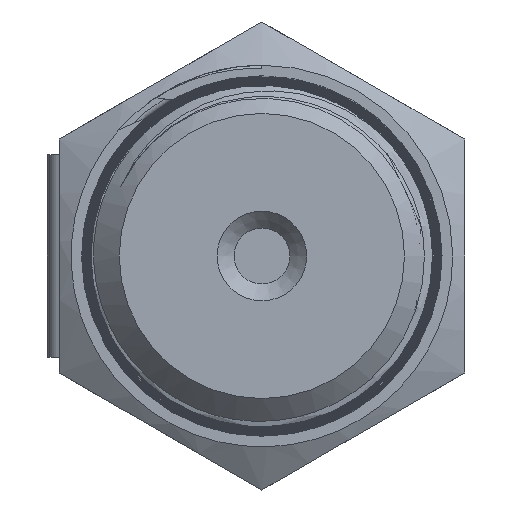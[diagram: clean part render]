
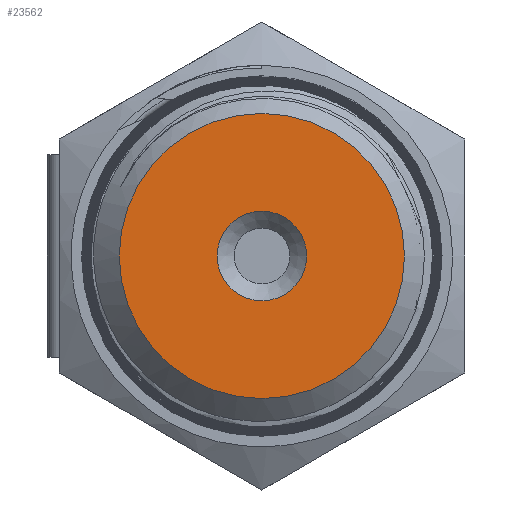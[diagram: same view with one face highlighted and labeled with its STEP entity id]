
A CAD part, left-side view. The second image highlights one B-rep face of the part: STEP entity #23562.
In plain terms, the highlighted planar face has unit normal (-1, 0, 0).
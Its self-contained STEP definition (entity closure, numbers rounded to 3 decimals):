
#180=FACE_BOUND('',#3232,.T.);
#370=PLANE('',#24863);
#1861=FACE_OUTER_BOUND('',#3231,.T.);
#3231=EDGE_LOOP('',(#17699));
#3232=EDGE_LOOP('',(#17700));
#4440=CIRCLE('',#24857,8.445);
#4442=CIRCLE('',#24862,2.65);
#10621=VERTEX_POINT('',#51559);
#10623=VERTEX_POINT('',#51568);
#13250=EDGE_CURVE('',#10621,#10621,#4440,.T.);
#13254=EDGE_CURVE('',#10623,#10623,#4442,.T.);
#17699=ORIENTED_EDGE('',*,*,#13250,.F.);
#17700=ORIENTED_EDGE('',*,*,#13254,.T.);
#23562=ADVANCED_FACE('',(#1861,#180),#370,.T.);
#24857=AXIS2_PLACEMENT_3D('',#51561,#27344,#27345);
#24862=AXIS2_PLACEMENT_3D('',#51570,#27356,#27357);
#24863=AXIS2_PLACEMENT_3D('',#51571,#27358,#27359);
#27344=DIRECTION('center_axis',(1.,0.,0.));
#27345=DIRECTION('ref_axis',(0.,0.,-1.));
#27356=DIRECTION('center_axis',(1.,0.,0.));
#27357=DIRECTION('ref_axis',(0.,0.,-1.));
#27358=DIRECTION('center_axis',(-1.,0.,0.));
#27359=DIRECTION('ref_axis',(0.,0.,1.));
#51559=CARTESIAN_POINT('',(0.,-8.445,0.));
#51561=CARTESIAN_POINT('Origin',(0.,0.,0.));
#51568=CARTESIAN_POINT('',(0.,-2.65,0.));
#51570=CARTESIAN_POINT('Origin',(0.,0.,0.));
#51571=CARTESIAN_POINT('Origin',(0.,8.445,0.));
